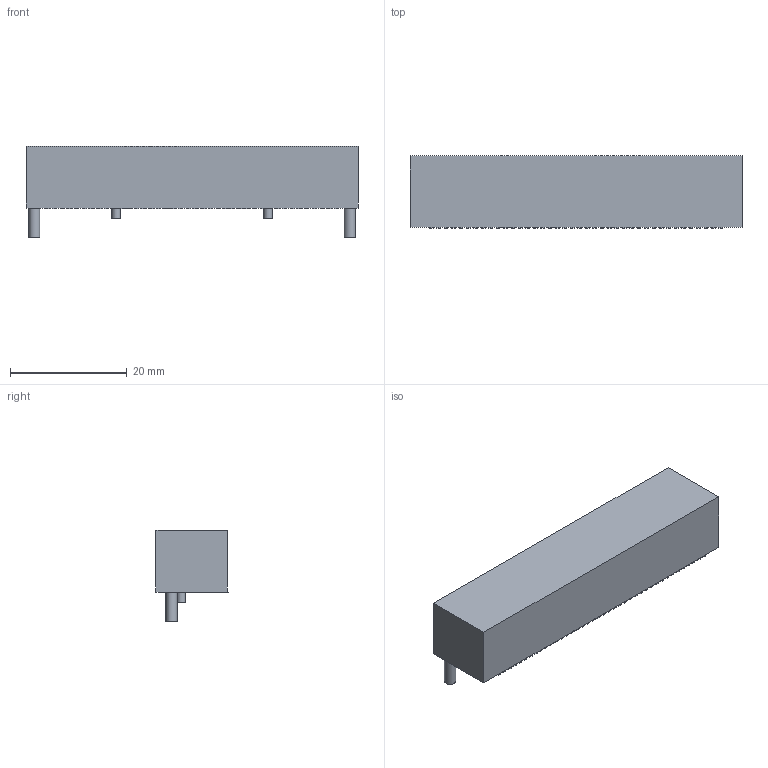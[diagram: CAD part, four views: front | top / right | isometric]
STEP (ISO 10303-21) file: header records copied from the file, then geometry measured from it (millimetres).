
FILE_DESCRIPTION(('FreeCAD Model'),'2;1');
FILE_NAME('12871860.1.4.stp','2020-09-11T15:18:09',( 'Author'),(''),'Open CASCADE STEP processor 6.9','FreeCAD','Unknown' );
FILE_SCHEMA(('AUTOMOTIVE_DESIGN { 1 0 10303 214 1 1 1 1 }'));
Length unit declared in the file: millimetre
Products named in the file (5): ASSEMBLY; Body; Pins; Lugs; Leads
Assembly tree (10 placements, depth 2):
  ASSEMBLY
    Body
    Pins
    Lugs  x4
    Leads  x4
Bounding box: 56.8 x 12.32 x 15.7 mm (x, y, z)
Volume: 7494.5 mm3; surface area: 3378.6 mm2
Topology: 57 solids, 57 shells, 294 faces, 540 edges, 360 vertices
Faces by surface type: plane 278, cylinder 16
Full cylindrical faces by diameter (mm): 1.45 x8, 1.93 x8
Entity records: 13461 total; most frequent: CARTESIAN_POINT 2117, DIRECTION 2058, LINE 1496, VECTOR 1496, ORIENTED_EDGE 1008, PCURVE 1008, DEFINITIONAL_REPRESENTATION 1008, EDGE_CURVE 504
